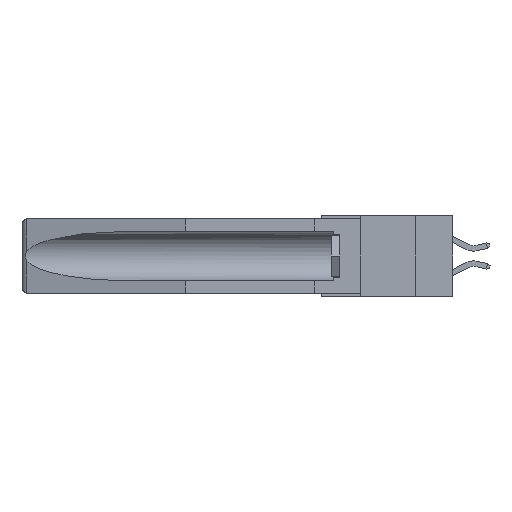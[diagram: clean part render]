
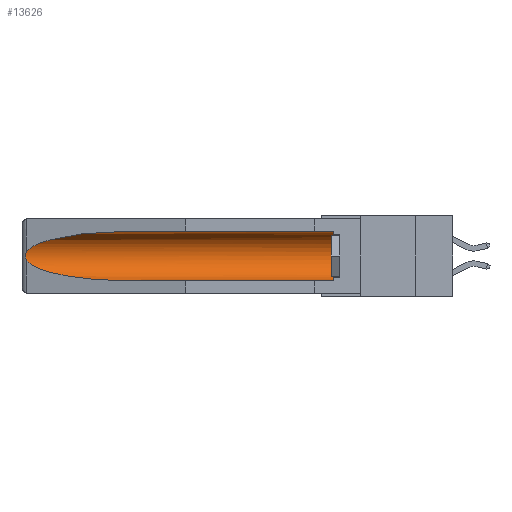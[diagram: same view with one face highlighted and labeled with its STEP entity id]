
A CAD part, left-side view. The second image highlights one B-rep face of the part: STEP entity #13626.
In plain terms, the highlighted cylindrical face has radius 2.857 mm (diameter 5.715 mm), a partial arc.
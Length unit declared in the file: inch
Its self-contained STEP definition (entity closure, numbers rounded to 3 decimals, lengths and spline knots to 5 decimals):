
#668 = AXIS2_PLACEMENT_3D ( 'NONE', #9656, #12970, #14283 ) ;
#1396 = CARTESIAN_POINT ( 'NONE',  ( 0.155, 1.07973, -0.284 ) ) ;
#1489 = DIRECTION ( 'NONE',  ( 0., 1., 0. ) ) ;
#1752 = EDGE_CURVE ( 'NONE', #14830, #8443, #4435, .T. ) ;
#1876 = ORIENTED_EDGE ( 'NONE', *, *, #4268, .T. ) ;
#2153 = CARTESIAN_POINT ( 'NONE',  ( 0.2673, 1.53269, -0.17917 ) ) ;
#3755 = CARTESIAN_POINT ( 'NONE',  ( 0.26654, 1.53092, -0.15636 ) ) ;
#3828 = CARTESIAN_POINT ( 'NONE',  ( 0.155, 0.126, -0.284 ) ) ;
#4268 = EDGE_CURVE ( 'NONE', #9238, #10291, #16532, .T. ) ;
#4376 = B_SPLINE_CURVE_WITH_KNOTS ( 'NONE', 3,
 ( #11305, #8155, #3755, #19573, #10083, #14870, #2153, #6934, #5467, #14806 ),
 .UNSPECIFIED., .F., .F.,
 ( 4, 2, 2, 2, 4 ),
 ( 0., 0.00029, 0.00058, 0.00087, 0.00117 ),
 .UNSPECIFIED. ) ;
#4435 = LINE ( 'NONE', #17282, #18072 ) ;
#5467 = CARTESIAN_POINT ( 'NONE',  ( 0.26597, 1.5296, -0.19026 ) ) ;
#5858 = CARTESIAN_POINT ( 'NONE',  ( 0.25451, 1.48313, -0.09465 ) ) ;
#6335 = ORIENTED_EDGE ( 'NONE', *, *, #8776, .T. ) ;
#6429 = DIRECTION ( 'NONE',  ( 0., 1., 0. ) ) ;
#6739 = CARTESIAN_POINT ( 'NONE',  ( 0.26537, 1.52718, -0.14972 ) ) ;
#6934 = CARTESIAN_POINT ( 'NONE',  ( 0.26655, 1.53094, -0.18657 ) ) ;
#7026 = CARTESIAN_POINT ( 'NONE',  ( 0.155, -0.30754, -0.059 ) ) ;
#7524 = CARTESIAN_POINT ( 'NONE',  ( 0.21114, 1.30732, -0.059 ) ) ;
#7594 = CARTESIAN_POINT ( 'NONE',  ( 0.155, 1.07973, -0.059 ) ) ;
#7763 = CARTESIAN_POINT ( 'NONE',  ( 0.26537, 1.52718, -0.19328 ) ) ;
#7776 = CARTESIAN_POINT ( 'NONE',  ( 0.155, 1.07973, -0.059 ) ) ;
#8100 = LINE ( 'NONE', #7026, #19791 ) ;
#8155 = CARTESIAN_POINT ( 'NONE',  ( 0.26597, 1.52961, -0.15275 ) ) ;
#8443 = VERTEX_POINT ( 'NONE', #12230 ) ;
#8756 = ORIENTED_EDGE ( 'NONE', *, *, #14685, .T. ) ;
#8776 = EDGE_CURVE ( 'NONE', #10291, #13116, #4376, .T. ) ;
#8871 = FACE_OUTER_BOUND ( 'NONE', #12739, .T. ) ;
#9238 = VERTEX_POINT ( 'NONE', #7776 ) ;
#9611 = CYLINDRICAL_SURFACE ( 'NONE', #16651, 0.1125 ) ;
#9656 = CARTESIAN_POINT ( 'NONE',  ( 0.155, 0.126, -0.1715 ) ) ;
#10083 = CARTESIAN_POINT ( 'NONE',  ( 0.2675, 1.53308, -0.16763 ) ) ;
#10086 = CARTESIAN_POINT ( 'NONE',  ( 0.155, -0.30754, -0.1715 ) ) ;
#10291 = VERTEX_POINT ( 'NONE', #6739 ) ;
#11305 = CARTESIAN_POINT ( 'NONE',  ( 0.26537, 1.52718, -0.14972 ) ) ;
#12230 = CARTESIAN_POINT ( 'NONE',  ( 0.155, 1.07973, -0.284 ) ) ;
#12317 = CARTESIAN_POINT ( 'NONE',  ( 0.26537, 1.52718, -0.14972 ) ) ;
#12635 = ORIENTED_EDGE ( 'NONE', *, *, #1752, .F. ) ;
#12739 = EDGE_LOOP ( 'NONE', ( #1876, #6335, #14725, #12635, #17664, #8756 ) ) ;
#12883 =( BOUNDED_CURVE ( )  B_SPLINE_CURVE ( 3, ( #7763, #13925, #15633, #1396 ),
 .UNSPECIFIED., .F., .F. ) 
 B_SPLINE_CURVE_WITH_KNOTS ( ( 4, 4 ),
 ( 0.1948, 1.5708 ),
 .UNSPECIFIED. ) 
 CURVE ( )  GEOMETRIC_REPRESENTATION_ITEM ( )  RATIONAL_B_SPLINE_CURVE ( ( 1., 0.848, 0.848, 1. ) ) 
 REPRESENTATION_ITEM ( '' )  );
#12970 = DIRECTION ( 'NONE',  ( 0., -1., 0. ) ) ;
#13087 = VERTEX_POINT ( 'NONE', #19706 ) ;
#13116 = VERTEX_POINT ( 'NONE', #14676 ) ;
#13176 = DIRECTION ( 'NONE',  ( 0., 1., 0. ) ) ;
#13312 = DIRECTION ( 'NONE',  ( 0., 0., 1. ) ) ;
#13626 = ADVANCED_FACE ( 'NONE', ( #8871 ), #9611, .F. ) ;
#13925 = CARTESIAN_POINT ( 'NONE',  ( 0.25451, 1.48313, -0.24835 ) ) ;
#14283 = DIRECTION ( 'NONE',  ( 0., 0., 1. ) ) ;
#14494 = EDGE_CURVE ( 'NONE', #13116, #8443, #12883, .T. ) ;
#14676 = CARTESIAN_POINT ( 'NONE',  ( 0.26537, 1.52718, -0.19328 ) ) ;
#14685 = EDGE_CURVE ( 'NONE', #13087, #9238, #8100, .T. ) ;
#14725 = ORIENTED_EDGE ( 'NONE', *, *, #14494, .T. ) ;
#14806 = CARTESIAN_POINT ( 'NONE',  ( 0.26537, 1.52718, -0.19328 ) ) ;
#14830 = VERTEX_POINT ( 'NONE', #3828 ) ;
#14870 = CARTESIAN_POINT ( 'NONE',  ( 0.2675, 1.53308, -0.17534 ) ) ;
#15633 = CARTESIAN_POINT ( 'NONE',  ( 0.21114, 1.30732, -0.284 ) ) ;
#16532 =( BOUNDED_CURVE ( )  B_SPLINE_CURVE ( 3, ( #7594, #7524, #5858, #12317 ),
 .UNSPECIFIED., .F., .F. ) 
 B_SPLINE_CURVE_WITH_KNOTS ( ( 4, 4 ),
 ( 4.71239, 6.08839 ),
 .UNSPECIFIED. ) 
 CURVE ( )  GEOMETRIC_REPRESENTATION_ITEM ( )  RATIONAL_B_SPLINE_CURVE ( ( 1., 0.848, 0.848, 1. ) ) 
 REPRESENTATION_ITEM ( '' )  );
#16651 = AXIS2_PLACEMENT_3D ( 'NONE', #10086, #13176, #13312 ) ;
#17282 = CARTESIAN_POINT ( 'NONE',  ( 0.155, -0.30754, -0.284 ) ) ;
#17664 = ORIENTED_EDGE ( 'NONE', *, *, #18926, .T. ) ;
#18072 = VECTOR ( 'NONE', #1489, 39.37008 ) ;
#18254 = CIRCLE ( 'NONE', #668, 0.1125 ) ;
#18926 = EDGE_CURVE ( 'NONE', #14830, #13087, #18254, .T. ) ;
#19573 = CARTESIAN_POINT ( 'NONE',  ( 0.2673, 1.5327, -0.16383 ) ) ;
#19706 = CARTESIAN_POINT ( 'NONE',  ( 0.155, 0.126, -0.059 ) ) ;
#19791 = VECTOR ( 'NONE', #6429, 39.37008 ) ;
